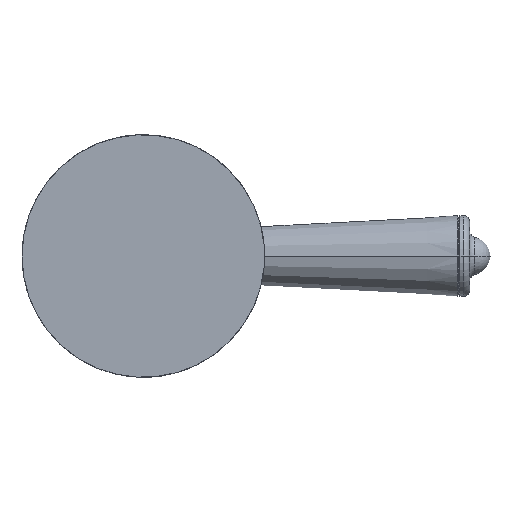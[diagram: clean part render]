
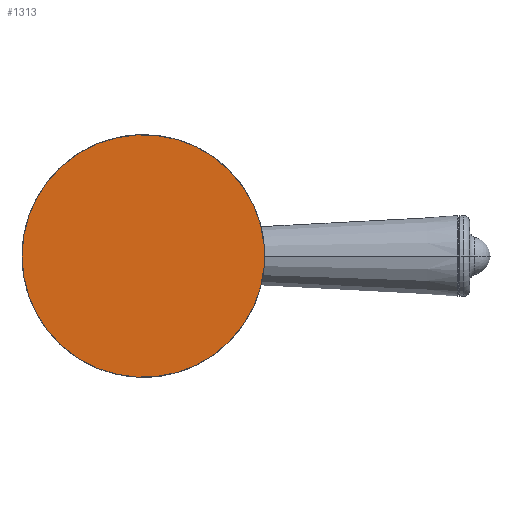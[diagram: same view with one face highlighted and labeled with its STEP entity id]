
A CAD part, front view. The second image highlights one B-rep face of the part: STEP entity #1313.
In plain terms, the highlighted planar face has unit normal (0, -1, 0).
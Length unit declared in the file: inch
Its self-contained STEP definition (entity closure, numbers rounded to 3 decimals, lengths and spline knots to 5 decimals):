
#271=CARTESIAN_POINT('',(0.,0.,0.));
#272=DIRECTION('',(0.,-1.,0.));
#273=DIRECTION('',(0.11,0.,0.994));
#274=AXIS2_PLACEMENT_3D('',#271,#272,#273);
#280=CARTESIAN_POINT('',(0.,0.,0.));
#281=DIRECTION('',(0.,-1.,0.));
#282=DIRECTION('',(0.11,0.,-0.994));
#283=AXIS2_PLACEMENT_3D('',#280,#281,#282);
#963=CARTESIAN_POINT('',(0.13068,0.,-1.18029));
#964=CARTESIAN_POINT('',(0.13068,0.,1.18029));
#965=VERTEX_POINT('',#963);
#966=VERTEX_POINT('',#964);
#1303=CARTESIAN_POINT('',(1.343,0.,0.));
#1304=DIRECTION('',(0.,-1.,0.));
#1305=DIRECTION('',(-1.,0.,0.));
#1306=AXIS2_PLACEMENT_3D('',#1303,#1304,#1305);
#1307=PLANE('',#1306);
#1309=ORIENTED_EDGE('',*,*,#1308,.F.);
#1310=ORIENTED_EDGE('',*,*,#1281,.F.);
#1311=EDGE_LOOP('',(#1309,#1310));
#1312=FACE_OUTER_BOUND('',#1311,.F.);
#1313=ADVANCED_FACE('',(#1312),#1307,.T.);
#275=CIRCLE('',#274,1.1875);
#284=CIRCLE('',#283,1.1875);
#1281=EDGE_CURVE('',#966,#965,#275,.T.);
#1308=EDGE_CURVE('',#965,#966,#284,.T.);
